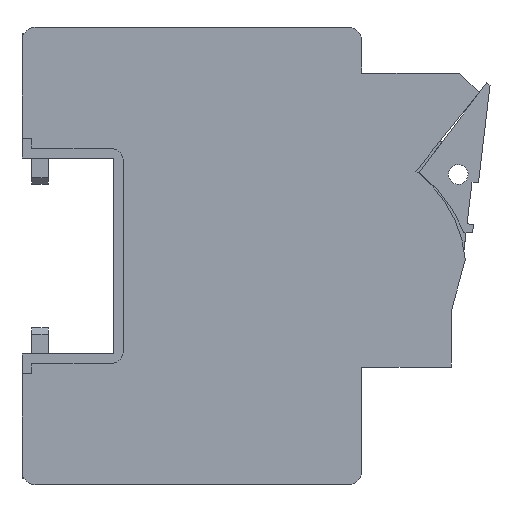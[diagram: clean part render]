
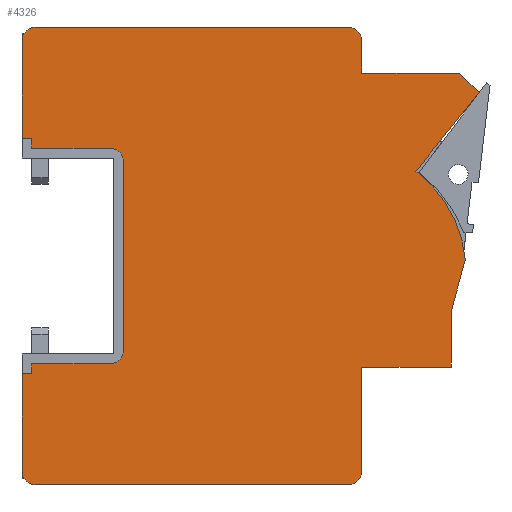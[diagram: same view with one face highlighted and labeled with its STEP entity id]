
A CAD part, left-side view. The second image highlights one B-rep face of the part: STEP entity #4326.
In plain terms, the highlighted face is planar.
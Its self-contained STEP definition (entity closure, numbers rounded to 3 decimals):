
#186=CIRCLE('',#4682,19.2);
#197=CIRCLE('',#4703,2.);
#198=CIRCLE('',#4704,2.);
#199=CIRCLE('',#4705,2.);
#200=CIRCLE('',#4706,2.);
#201=CIRCLE('',#4707,2.);
#202=CIRCLE('',#4708,2.);
#1074=ORIENTED_EDGE('',*,*,#1955,.T.);
#1075=ORIENTED_EDGE('',*,*,#1956,.T.);
#1076=ORIENTED_EDGE('',*,*,#1874,.T.);
#1077=ORIENTED_EDGE('',*,*,#1957,.T.);
#1078=ORIENTED_EDGE('',*,*,#1927,.T.);
#1079=ORIENTED_EDGE('',*,*,#1958,.T.);
#1080=ORIENTED_EDGE('',*,*,#1959,.T.);
#1081=ORIENTED_EDGE('',*,*,#1960,.T.);
#1082=ORIENTED_EDGE('',*,*,#1887,.T.);
#1083=ORIENTED_EDGE('',*,*,#1895,.T.);
#1084=ORIENTED_EDGE('',*,*,#1901,.T.);
#1085=ORIENTED_EDGE('',*,*,#1907,.T.);
#1086=ORIENTED_EDGE('',*,*,#1916,.T.);
#1087=ORIENTED_EDGE('',*,*,#1961,.T.);
#1088=ORIENTED_EDGE('',*,*,#1962,.T.);
#1089=ORIENTED_EDGE('',*,*,#1963,.T.);
#1090=ORIENTED_EDGE('',*,*,#1964,.T.);
#1091=ORIENTED_EDGE('',*,*,#1965,.T.);
#1092=ORIENTED_EDGE('',*,*,#1864,.T.);
#1093=ORIENTED_EDGE('',*,*,#1966,.T.);
#1094=ORIENTED_EDGE('',*,*,#1967,.T.);
#1095=ORIENTED_EDGE('',*,*,#1968,.T.);
#1096=ORIENTED_EDGE('',*,*,#1969,.T.);
#1097=ORIENTED_EDGE('',*,*,#1970,.T.);
#1098=ORIENTED_EDGE('',*,*,#1971,.T.);
#1099=ORIENTED_EDGE('',*,*,#1972,.T.);
#1864=EDGE_CURVE('',#2374,#2373,#2805,.T.);
#1874=EDGE_CURVE('',#2381,#2380,#2815,.T.);
#1887=EDGE_CURVE('',#2392,#2391,#2828,.T.);
#1895=EDGE_CURVE('',#2391,#2398,#2836,.T.);
#1901=EDGE_CURVE('',#2398,#2402,#186,.T.);
#1907=EDGE_CURVE('',#2402,#2406,#2844,.T.);
#1916=EDGE_CURVE('',#2406,#2412,#2853,.T.);
#1927=EDGE_CURVE('',#2415,#2422,#2862,.T.);
#1955=EDGE_CURVE('',#2444,#2445,#2884,.T.);
#1956=EDGE_CURVE('',#2445,#2381,#2885,.T.);
#1957=EDGE_CURVE('',#2380,#2415,#197,.T.);
#1958=EDGE_CURVE('',#2422,#2446,#198,.T.);
#1959=EDGE_CURVE('',#2446,#2447,#2886,.T.);
#1960=EDGE_CURVE('',#2447,#2392,#2887,.T.);
#1961=EDGE_CURVE('',#2412,#2448,#2888,.T.);
#1962=EDGE_CURVE('',#2448,#2449,#2889,.T.);
#1963=EDGE_CURVE('',#2449,#2450,#199,.T.);
#1964=EDGE_CURVE('',#2450,#2451,#2890,.T.);
#1965=EDGE_CURVE('',#2451,#2374,#200,.T.);
#1966=EDGE_CURVE('',#2373,#2452,#2891,.T.);
#1967=EDGE_CURVE('',#2452,#2453,#2892,.T.);
#1968=EDGE_CURVE('',#2453,#2454,#2893,.T.);
#1969=EDGE_CURVE('',#2454,#2455,#201,.F.);
#1970=EDGE_CURVE('',#2455,#2456,#2894,.T.);
#1971=EDGE_CURVE('',#2456,#2457,#202,.F.);
#1972=EDGE_CURVE('',#2457,#2444,#2895,.T.);
#2373=VERTEX_POINT('',#6852);
#2374=VERTEX_POINT('',#6854);
#2380=VERTEX_POINT('',#6870);
#2381=VERTEX_POINT('',#6872);
#2391=VERTEX_POINT('',#6896);
#2392=VERTEX_POINT('',#6898);
#2398=VERTEX_POINT('',#6912);
#2402=VERTEX_POINT('',#6924);
#2406=VERTEX_POINT('',#6936);
#2412=VERTEX_POINT('',#6953);
#2415=VERTEX_POINT('',#6963);
#2422=VERTEX_POINT('',#6976);
#2444=VERTEX_POINT('',#7031);
#2445=VERTEX_POINT('',#7032);
#2446=VERTEX_POINT('',#7036);
#2447=VERTEX_POINT('',#7038);
#2448=VERTEX_POINT('',#7041);
#2449=VERTEX_POINT('',#7043);
#2450=VERTEX_POINT('',#7045);
#2451=VERTEX_POINT('',#7047);
#2452=VERTEX_POINT('',#7050);
#2453=VERTEX_POINT('',#7052);
#2454=VERTEX_POINT('',#7054);
#2455=VERTEX_POINT('',#7056);
#2456=VERTEX_POINT('',#7058);
#2457=VERTEX_POINT('',#7060);
#2805=LINE('',#6853,#3301);
#2815=LINE('',#6871,#3311);
#2828=LINE('',#6897,#3324);
#2836=LINE('',#6913,#3332);
#2844=LINE('',#6937,#3340);
#2853=LINE('',#6954,#3349);
#2862=LINE('',#6977,#3358);
#2884=LINE('',#7030,#3380);
#2885=LINE('',#7033,#3381);
#2886=LINE('',#7037,#3382);
#2887=LINE('',#7039,#3383);
#2888=LINE('',#7040,#3384);
#2889=LINE('',#7042,#3385);
#2890=LINE('',#7046,#3386);
#2891=LINE('',#7049,#3387);
#2892=LINE('',#7051,#3388);
#2893=LINE('',#7053,#3389);
#2894=LINE('',#7057,#3390);
#2895=LINE('',#7061,#3391);
#3301=VECTOR('',#5550,1000.);
#3311=VECTOR('',#5562,1000.);
#3324=VECTOR('',#5579,1000.);
#3332=VECTOR('',#5589,1000.);
#3340=VECTOR('',#5613,1000.);
#3349=VECTOR('',#5626,1000.);
#3358=VECTOR('',#5643,1000.);
#3380=VECTOR('',#5685,1000.);
#3381=VECTOR('',#5686,1000.);
#3382=VECTOR('',#5691,1000.);
#3383=VECTOR('',#5692,1000.);
#3384=VECTOR('',#5693,1000.);
#3385=VECTOR('',#5694,1000.);
#3386=VECTOR('',#5697,1000.);
#3387=VECTOR('',#5700,1000.);
#3388=VECTOR('',#5701,1000.);
#3389=VECTOR('',#5702,1000.);
#3390=VECTOR('',#5705,1000.);
#3391=VECTOR('',#5708,1000.);
#3662=EDGE_LOOP('',(#1074,#1075,#1076,#1077,#1078,#1079,#1080,#1081,#1082,
#1083,#1084,#1085,#1086,#1087,#1088,#1089,#1090,#1091,#1092,#1093,#1094,
#1095,#1096,#1097,#1098,#1099));
#3922=FACE_BOUND('',#3662,.T.);
#4111=PLANE('',#4702);
#4326=ADVANCED_FACE('',(#3922),#4111,.T.);
#4682=AXIS2_PLACEMENT_3D('',#6925,#5600,#5601);
#4702=AXIS2_PLACEMENT_3D('',#7029,#5683,#5684);
#4703=AXIS2_PLACEMENT_3D('',#7034,#5687,#5688);
#4704=AXIS2_PLACEMENT_3D('',#7035,#5689,#5690);
#4705=AXIS2_PLACEMENT_3D('',#7044,#5695,#5696);
#4706=AXIS2_PLACEMENT_3D('',#7048,#5698,#5699);
#4707=AXIS2_PLACEMENT_3D('',#7055,#5703,#5704);
#4708=AXIS2_PLACEMENT_3D('',#7059,#5706,#5707);
#5550=DIRECTION('',(0.,-1.,0.));
#5562=DIRECTION('',(0.,-1.,0.));
#5579=DIRECTION('',(0.,1.,0.));
#5589=DIRECTION('',(0.262,0.965,0.));
#5600=DIRECTION('',(0.,0.,1.));
#5601=DIRECTION('',(1.,0.,0.));
#5613=DIRECTION('',(0.628,0.778,0.));
#5626=DIRECTION('',(-0.707,0.707,0.));
#5643=DIRECTION('',(1.,0.,0.));
#5683=DIRECTION('',(0.,0.,1.));
#5684=DIRECTION('',(1.,0.,0.));
#5685=DIRECTION('',(0.,-1.,0.));
#5686=DIRECTION('',(-1.,0.,0.));
#5687=DIRECTION('',(0.,0.,1.));
#5688=DIRECTION('',(1.,0.,0.));
#5689=DIRECTION('',(0.,0.,1.));
#5690=DIRECTION('',(1.,0.,0.));
#5691=DIRECTION('',(0.,1.,0.));
#5692=DIRECTION('',(1.,0.,0.));
#5693=DIRECTION('',(-1.,0.,0.));
#5694=DIRECTION('',(0.,1.,0.));
#5695=DIRECTION('',(0.,0.,1.));
#5696=DIRECTION('',(1.,0.,0.));
#5697=DIRECTION('',(-1.,0.,0.));
#5698=DIRECTION('',(0.,0.,1.));
#5699=DIRECTION('',(1.,0.,0.));
#5700=DIRECTION('',(1.,0.,0.));
#5701=DIRECTION('',(0.,-1.,0.));
#5702=DIRECTION('',(1.,0.,0.));
#5703=DIRECTION('',(0.,0.,1.));
#5704=DIRECTION('',(1.,0.,0.));
#5705=DIRECTION('',(0.,-1.,0.));
#5706=DIRECTION('',(0.,0.,1.));
#5707=DIRECTION('',(1.,0.,0.));
#5708=DIRECTION('',(-1.,0.,0.));
#6852=CARTESIAN_POINT('',(0.,53.,9.));
#6853=CARTESIAN_POINT('',(0.,68.,9.));
#6854=CARTESIAN_POINT('',(0.,68.,9.));
#6870=CARTESIAN_POINT('',(0.,2.,9.));
#6871=CARTESIAN_POINT('',(0.,68.,9.));
#6872=CARTESIAN_POINT('',(0.,17.,9.));
#6896=CARTESIAN_POINT('',(65.753,26.672,9.));
#6897=CARTESIAN_POINT('',(65.753,18.,9.));
#6898=CARTESIAN_POINT('',(65.753,18.,9.));
#6912=CARTESIAN_POINT('',(67.868,34.475,9.));
#6913=CARTESIAN_POINT('',(65.753,26.672,9.));
#6924=CARTESIAN_POINT('',(60.316,48.,9.));
#6925=CARTESIAN_POINT('',(48.753,32.672,9.));
#6936=CARTESIAN_POINT('',(70.,60.,9.));
#6937=CARTESIAN_POINT('',(60.316,48.,9.));
#6953=CARTESIAN_POINT('',(67.,63.,9.));
#6954=CARTESIAN_POINT('',(70.,60.,9.));
#6963=CARTESIAN_POINT('',(2.,0.,9.));
#6976=CARTESIAN_POINT('',(50.,0.,9.));
#6977=CARTESIAN_POINT('',(2.,0.,9.));
#7029=CARTESIAN_POINT('',(2.,2.,9.));
#7030=CARTESIAN_POINT('',(1.5,2.,9.));
#7031=CARTESIAN_POINT('',(1.5,18.5,9.));
#7032=CARTESIAN_POINT('',(1.5,17.,9.));
#7033=CARTESIAN_POINT('',(2.,17.,9.));
#7034=CARTESIAN_POINT('',(2.,2.,9.));
#7035=CARTESIAN_POINT('',(50.,2.,9.));
#7036=CARTESIAN_POINT('',(52.,2.,9.));
#7037=CARTESIAN_POINT('',(52.,2.,9.));
#7038=CARTESIAN_POINT('',(52.,18.,9.));
#7039=CARTESIAN_POINT('',(52.,18.,9.));
#7040=CARTESIAN_POINT('',(67.,63.,9.));
#7041=CARTESIAN_POINT('',(52.,63.,9.));
#7042=CARTESIAN_POINT('',(52.,63.,9.));
#7043=CARTESIAN_POINT('',(52.,68.,9.));
#7044=CARTESIAN_POINT('',(50.,68.,9.));
#7045=CARTESIAN_POINT('',(50.,70.,9.));
#7046=CARTESIAN_POINT('',(50.,70.,9.));
#7047=CARTESIAN_POINT('',(2.,70.,9.));
#7048=CARTESIAN_POINT('',(2.,68.,9.));
#7049=CARTESIAN_POINT('',(2.,53.,9.));
#7050=CARTESIAN_POINT('',(1.5,53.,9.));
#7051=CARTESIAN_POINT('',(1.5,2.,9.));
#7052=CARTESIAN_POINT('',(1.5,51.5,9.));
#7053=CARTESIAN_POINT('',(2.,51.5,9.));
#7054=CARTESIAN_POINT('',(13.5,51.5,9.));
#7055=CARTESIAN_POINT('',(13.5,49.5,9.));
#7056=CARTESIAN_POINT('',(15.5,49.5,9.));
#7057=CARTESIAN_POINT('',(15.5,2.,9.));
#7058=CARTESIAN_POINT('',(15.5,20.5,9.));
#7059=CARTESIAN_POINT('',(13.5,20.5,9.));
#7060=CARTESIAN_POINT('',(13.5,18.5,9.));
#7061=CARTESIAN_POINT('',(2.,18.5,9.));
